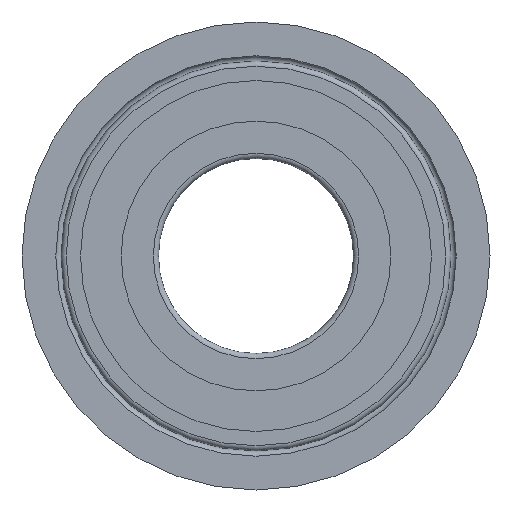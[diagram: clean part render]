
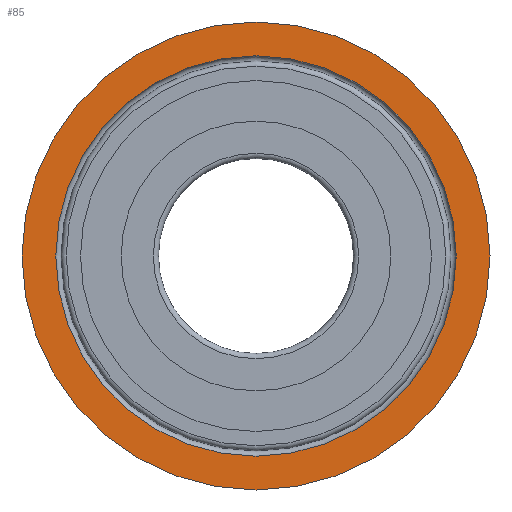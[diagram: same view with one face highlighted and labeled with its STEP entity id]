
A CAD part, left-side view. The second image highlights one B-rep face of the part: STEP entity #85.
In plain terms, the highlighted planar face has unit normal (-1, 0, 0).
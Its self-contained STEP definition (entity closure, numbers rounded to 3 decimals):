
#85 = ADVANCED_FACE( '', ( #124, #125 ), #126, .T. );
#124 = FACE_BOUND( '', #178, .T. );
#125 = FACE_OUTER_BOUND( '', #179, .T. );
#126 = PLANE( '', #180 );
#178 = EDGE_LOOP( '', ( #252 ) );
#179 = EDGE_LOOP( '', ( #253 ) );
#180 = AXIS2_PLACEMENT_3D( '', #254, #255, #256 );
#252 = ORIENTED_EDGE( '', *, *, #303, .T. );
#253 = ORIENTED_EDGE( '', *, *, #302, .F. );
#254 = CARTESIAN_POINT( '', ( 1.9, 3.6, 0. ) );
#255 = DIRECTION( '', ( -1., 0., 0. ) );
#256 = DIRECTION( '', ( 0., 0., 1. ) );
#302 = EDGE_CURVE( '', #330, #330, #331, .T. );
#303 = EDGE_CURVE( '', #332, #332, #333, .T. );
#330 = VERTEX_POINT( '', #366 );
#331 = CIRCLE( '', #367, 3.6 );
#332 = VERTEX_POINT( '', #368 );
#333 = CIRCLE( '', #369, 3.08 );
#366 = CARTESIAN_POINT( '', ( 1.9, 0., -3.6 ) );
#367 = AXIS2_PLACEMENT_3D( '', #412, #413, #414 );
#368 = CARTESIAN_POINT( '', ( 1.9, 0., -3.08 ) );
#369 = AXIS2_PLACEMENT_3D( '', #415, #416, #417 );
#412 = CARTESIAN_POINT( '', ( 1.9, 0., 0. ) );
#413 = DIRECTION( '', ( 1., 0., 0. ) );
#414 = DIRECTION( '', ( 0., 0., -1. ) );
#415 = CARTESIAN_POINT( '', ( 1.9, 0., 0. ) );
#416 = DIRECTION( '', ( 1., 0., 0. ) );
#417 = DIRECTION( '', ( 0., 0., -1. ) );
